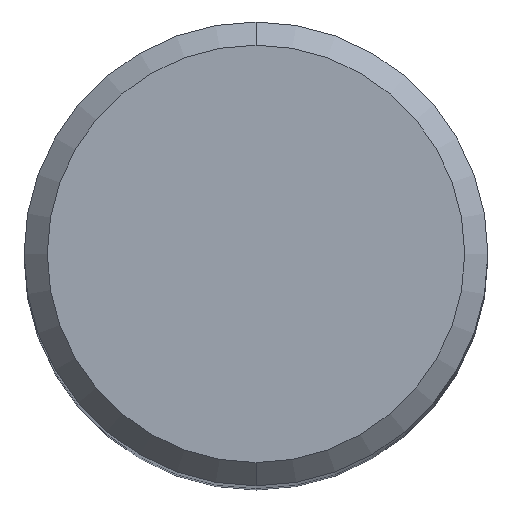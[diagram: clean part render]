
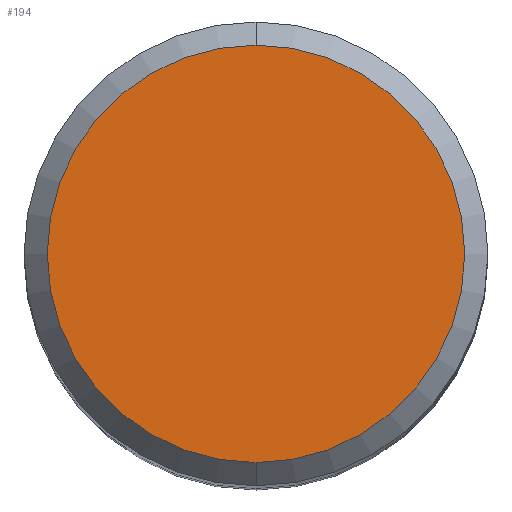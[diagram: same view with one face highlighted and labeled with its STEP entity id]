
A CAD part, top view. The second image highlights one B-rep face of the part: STEP entity #194.
In plain terms, the highlighted planar face has unit normal (0, 0, 1).
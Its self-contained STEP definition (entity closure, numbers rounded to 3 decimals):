
#194=ADVANCED_FACE('',(#463),#464,.T.);
#206=EDGE_CURVE('',#302,#234,#476,.T.);
#234=VERTEX_POINT('',#509);
#280=EDGE_CURVE('',#234,#302,#556,.T.);
#302=VERTEX_POINT('',#580);
#463=FACE_OUTER_BOUND('',#813,.T.);
#464=PLANE('',#814);
#476=CIRCLE('',#876,9.0);
#509=CARTESIAN_POINT('',(0.,-9.0,0.0));
#556=CIRCLE('',#1080,9.0);
#580=CARTESIAN_POINT('',(0.0,9.0,0.0));
#813=EDGE_LOOP('',(#1476,#1477));
#814=AXIS2_PLACEMENT_3D('',#1478,#1479,#1480);
#876=AXIS2_PLACEMENT_3D('',#1482,#1483,#1484);
#1080=AXIS2_PLACEMENT_3D('',#1560,#1561,#1562);
#1476=ORIENTED_EDGE('',*,*,#206,.F.);
#1477=ORIENTED_EDGE('',*,*,#280,.F.);
#1478=CARTESIAN_POINT('',(0.0,4.5,0.0));
#1479=DIRECTION('',(-0.0,0.0,1.0));
#1480=DIRECTION('',(0.0,-1.0,0.0));
#1482=CARTESIAN_POINT('',(0.0,0.0,0.0));
#1483=DIRECTION('',(0.0,0.0,-1.0));
#1484=DIRECTION('',(0.0,1.0,0.0));
#1560=CARTESIAN_POINT('',(0.0,0.0,0.0));
#1561=DIRECTION('',(0.0,0.0,-1.0));
#1562=DIRECTION('',(0.0,1.0,0.0));
